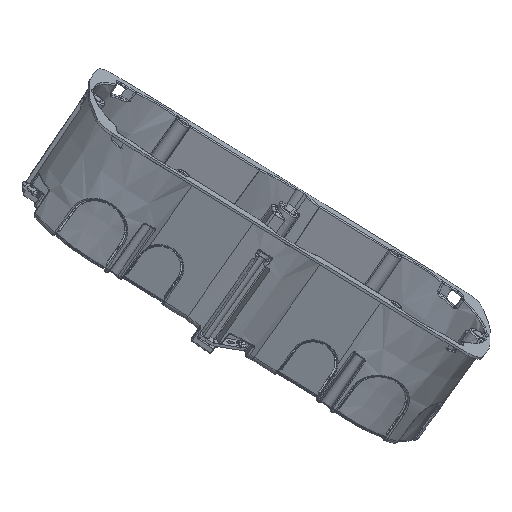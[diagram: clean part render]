
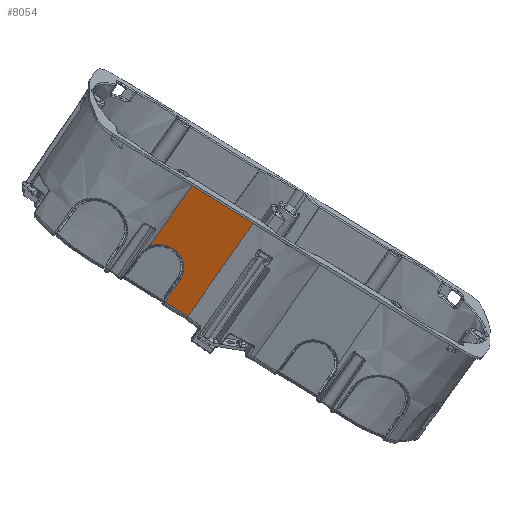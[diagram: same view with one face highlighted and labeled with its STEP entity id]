
A CAD part, front view. The second image highlights one B-rep face of the part: STEP entity #8054.
In plain terms, the highlighted face is planar.
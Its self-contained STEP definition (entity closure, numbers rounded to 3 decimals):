
#219=CARTESIAN_POINT('Vertex',(-44.758,-29.67,16.374)) ;
#223=CARTESIAN_POINT('Control Point',(-44.62,-30.226,48.207)) ;
#224=CARTESIAN_POINT('Control Point',(-44.666,-30.04,37.596)) ;
#225=CARTESIAN_POINT('Control Point',(-44.712,-29.855,26.985)) ;
#226=CARTESIAN_POINT('Control Point',(-44.758,-29.67,16.374)) ;
#227=CARTESIAN_POINT('Vertex',(-44.62,-30.226,48.207)) ;
#7965=CARTESIAN_POINT('Axis2P3D Location',(0.,-29.353,-1.8)) ;
#7970=CARTESIAN_POINT('Line Origine',(-21.091,-29.387,0.165)) ;
#7974=CARTESIAN_POINT('Vertex',(-15.671,-29.387,0.165)) ;
#7976=CARTESIAN_POINT('Vertex',(-26.51,-29.387,0.165)) ;
#7980=CARTESIAN_POINT('Control Point',(-15.88,-30.226,48.207)) ;
#7981=CARTESIAN_POINT('Control Point',(-15.838,-30.058,38.599)) ;
#7982=CARTESIAN_POINT('Control Point',(-15.797,-29.89,28.99)) ;
#7983=CARTESIAN_POINT('Control Point',(-15.755,-29.723,19.382)) ;
#7984=CARTESIAN_POINT('Control Point',(-15.713,-29.555,9.773)) ;
#7985=CARTESIAN_POINT('Control Point',(-15.671,-29.387,0.165)) ;
#7986=CARTESIAN_POINT('Vertex',(-15.88,-30.226,48.207)) ;
#7989=CARTESIAN_POINT('Line Origine',(-30.25,-30.226,48.207)) ;
#7995=CARTESIAN_POINT('Control Point',(-44.758,-29.67,16.374)) ;
#7996=CARTESIAN_POINT('Control Point',(-44.353,-29.681,16.997)) ;
#7997=CARTESIAN_POINT('Control Point',(-43.886,-29.691,17.58)) ;
#7998=CARTESIAN_POINT('Control Point',(-43.364,-29.7,18.116)) ;
#7999=CARTESIAN_POINT('Control Point',(-42.132,-29.719,19.153)) ;
#8000=CARTESIAN_POINT('Control Point',(-40.709,-29.732,19.912)) ;
#8001=CARTESIAN_POINT('Control Point',(-39.904,-29.737,20.231)) ;
#8002=CARTESIAN_POINT('Control Point',(-38.791,-29.743,20.53)) ;
#8003=CARTESIAN_POINT('Control Point',(-37.653,-29.745,20.659)) ;
#8004=CARTESIAN_POINT('Control Point',(-37.368,-29.745,20.681)) ;
#8005=CARTESIAN_POINT('Control Point',(-37.082,-29.745,20.691)) ;
#8006=CARTESIAN_POINT('Control Point',(-36.796,-29.745,20.691)) ;
#8007=CARTESIAN_POINT('Vertex',(-36.796,-29.745,20.691)) ;
#8010=CARTESIAN_POINT('Line Origine',(-36.5,-29.745,20.691)) ;
#8014=CARTESIAN_POINT('Vertex',(-36.204,-29.745,20.691)) ;
#8018=CARTESIAN_POINT('Control Point',(-36.204,-29.745,20.691)) ;
#8019=CARTESIAN_POINT('Control Point',(-36.116,-29.745,20.691)) ;
#8020=CARTESIAN_POINT('Control Point',(-36.028,-29.745,20.69)) ;
#8021=CARTESIAN_POINT('Control Point',(-35.939,-29.745,20.688)) ;
#8022=CARTESIAN_POINT('Control Point',(-34.993,-29.745,20.655)) ;
#8023=CARTESIAN_POINT('Control Point',(-34.051,-29.742,20.504)) ;
#8024=CARTESIAN_POINT('Control Point',(-33.217,-29.738,20.271)) ;
#8025=CARTESIAN_POINT('Control Point',(-31.615,-29.727,19.62)) ;
#8026=CARTESIAN_POINT('Control Point',(-30.199,-29.709,18.628)) ;
#8027=CARTESIAN_POINT('Control Point',(-29.55,-29.699,18.054)) ;
#8028=CARTESIAN_POINT('Control Point',(-28.393,-29.677,16.768)) ;
#8029=CARTESIAN_POINT('Control Point',(-27.553,-29.651,15.257)) ;
#8030=CARTESIAN_POINT('Control Point',(-27.22,-29.637,14.456)) ;
#8031=CARTESIAN_POINT('Control Point',(-26.901,-29.617,13.349)) ;
#8032=CARTESIAN_POINT('Control Point',(-26.752,-29.597,12.213)) ;
#8033=CARTESIAN_POINT('Control Point',(-26.726,-29.592,11.928)) ;
#8034=CARTESIAN_POINT('Control Point',(-26.71,-29.587,11.643)) ;
#8035=CARTESIAN_POINT('Control Point',(-26.705,-29.582,11.357)) ;
#8036=CARTESIAN_POINT('Vertex',(-26.705,-29.582,11.357)) ;
#8039=CARTESIAN_POINT('Line Origine',(-26.608,-29.485,5.761)) ;
#7966=DIRECTION('Axis2P3D Direction',(-0.,-1.,-0.017)) ;
#7967=DIRECTION('Axis2P3D XDirection',(0.,-0.017,1.)) ;
#7971=DIRECTION('Vector Direction',(-1.,0.,0.)) ;
#7990=DIRECTION('Vector Direction',(1.,0.,0.)) ;
#8011=DIRECTION('Vector Direction',(-1.,0.,0.)) ;
#8040=DIRECTION('Vector Direction',(-0.017,-0.017,1.)) ;
#7968=AXIS2_PLACEMENT_3D('Plane Axis2P3D',#7965,#7966,#7967) ;
#8045=ORIENTED_EDGE('',*,*,#7978,.F.) ;
#8046=ORIENTED_EDGE('',*,*,#7988,.F.) ;
#8047=ORIENTED_EDGE('',*,*,#7993,.T.) ;
#8048=ORIENTED_EDGE('',*,*,#229,.T.) ;
#8049=ORIENTED_EDGE('',*,*,#8009,.T.) ;
#8050=ORIENTED_EDGE('',*,*,#8016,.T.) ;
#8051=ORIENTED_EDGE('',*,*,#8038,.T.) ;
#8052=ORIENTED_EDGE('',*,*,#8043,.T.) ;
#7972=VECTOR('Line Direction',#7971,1.) ;
#7991=VECTOR('Line Direction',#7990,1.) ;
#8012=VECTOR('Line Direction',#8011,1.) ;
#8041=VECTOR('Line Direction',#8040,1.) ;
#8054=ADVANCED_FACE('PartBody',(#8053),#7969,.T.) ;
#222=B_SPLINE_CURVE_WITH_KNOTS('',3,(#223,#224,#225,#226),.UNSPECIFIED.,.F.,.U.,(4,4),(0.556,45.582),.UNSPECIFIED.) ;
#7979=B_SPLINE_CURVE_WITH_KNOTS('',5,(#7980,#7981,#7982,#7983,#7984,#7985),.UNSPECIFIED.,.F.,.U.,(6,6),(0.556,68.508),.UNSPECIFIED.) ;
#7994=B_SPLINE_CURVE_WITH_KNOTS('',5,(#7995,#7996,#7997,#7998,#7999,#8000,#8001,#8002,#8003,#8004,#8005,#8006),.UNSPECIFIED.,.F.,.U.,(6,3,3,6),(38.274,43.395,49.312,51.28),.UNSPECIFIED.) ;
#8017=B_SPLINE_CURVE_WITH_KNOTS('',5,(#8018,#8019,#8020,#8021,#8022,#8023,#8024,#8025,#8026,#8027,#8028,#8029,#8030,#8031,#8032,#8033,#8034,#8035),.UNSPECIFIED.,.F.,.U.,(6,3,3,3,3,6),(30.951,31.558,37.476,43.394,49.312,51.281),.UNSPECIFIED.) ;
#229=EDGE_CURVE('',#228,#220,#222,.T.) ;
#7978=EDGE_CURVE('',#7975,#7977,#7973,.T.) ;
#7988=EDGE_CURVE('',#7987,#7975,#7979,.T.) ;
#7993=EDGE_CURVE('',#7987,#228,#7992,.F.) ;
#8009=EDGE_CURVE('',#220,#8008,#7994,.T.) ;
#8016=EDGE_CURVE('',#8008,#8015,#8013,.F.) ;
#8038=EDGE_CURVE('',#8015,#8037,#8017,.T.) ;
#8043=EDGE_CURVE('',#8037,#7977,#8042,.F.) ;
#8044=EDGE_LOOP('',(#8045,#8046,#8047,#8048,#8049,#8050,#8051,#8052)) ;
#8053=FACE_OUTER_BOUND('',#8044,.T.) ;
#7973=LINE('Line',#7970,#7972) ;
#7992=LINE('Line',#7989,#7991) ;
#8013=LINE('Line',#8010,#8012) ;
#8042=LINE('Line',#8039,#8041) ;
#7969=PLANE('',#7968) ;
#220=VERTEX_POINT('',#219) ;
#228=VERTEX_POINT('',#227) ;
#7975=VERTEX_POINT('',#7974) ;
#7977=VERTEX_POINT('',#7976) ;
#7987=VERTEX_POINT('',#7986) ;
#8008=VERTEX_POINT('',#8007) ;
#8015=VERTEX_POINT('',#8014) ;
#8037=VERTEX_POINT('',#8036) ;
